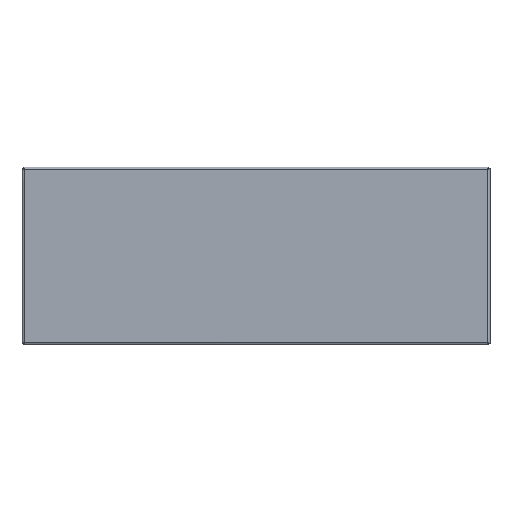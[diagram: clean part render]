
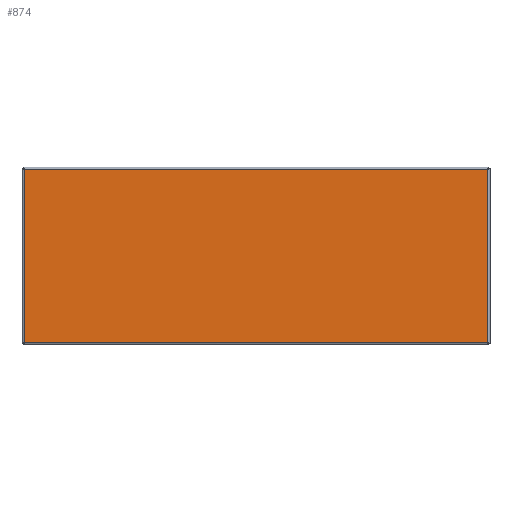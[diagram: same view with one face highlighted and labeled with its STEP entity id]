
A CAD part, top view. The second image highlights one B-rep face of the part: STEP entity #874.
In plain terms, the highlighted planar face has unit normal (0, 0, 1).
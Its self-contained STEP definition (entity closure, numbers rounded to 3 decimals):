
#140=FACE_OUTER_BOUND('',#196,.T.);
#196=EDGE_LOOP('',(#686,#687,#688,#689));
#244=LINE('',#1550,#308);
#250=LINE('',#1616,#314);
#257=LINE('',#1682,#321);
#263=LINE('',#1746,#327);
#308=VECTOR('',#1027,10.);
#314=VECTOR('',#1039,10.);
#321=VECTOR('',#1052,10.);
#327=VECTOR('',#1064,10.);
#394=VERTEX_POINT('',#1541);
#395=VERTEX_POINT('',#1549);
#398=VERTEX_POINT('',#1615);
#400=VERTEX_POINT('',#1681);
#473=EDGE_CURVE('',#395,#394,#244,.T.);
#481=EDGE_CURVE('',#398,#395,#250,.T.);
#490=EDGE_CURVE('',#400,#398,#257,.T.);
#498=EDGE_CURVE('',#394,#400,#263,.T.);
#686=ORIENTED_EDGE('',*,*,#473,.T.);
#687=ORIENTED_EDGE('',*,*,#498,.T.);
#688=ORIENTED_EDGE('',*,*,#490,.T.);
#689=ORIENTED_EDGE('',*,*,#481,.T.);
#771=PLANE('',#935);
#874=ADVANCED_FACE('',(#140),#771,.F.);
#935=AXIS2_PLACEMENT_3D('',#1799,#1073,#1074);
#1027=DIRECTION('',(0.,1.,0.));
#1039=DIRECTION('',(1.,0.,0.));
#1052=DIRECTION('',(0.,-1.,0.));
#1064=DIRECTION('',(-1.,0.,0.));
#1073=DIRECTION('center_axis',(0.,0.,-1.));
#1074=DIRECTION('ref_axis',(-1.,0.,0.));
#1541=CARTESIAN_POINT('',(396.,148.,99.));
#1549=CARTESIAN_POINT('',(396.,-148.,99.));
#1550=CARTESIAN_POINT('',(396.,-74.,99.));
#1615=CARTESIAN_POINT('',(-396.,-148.,99.));
#1616=CARTESIAN_POINT('',(-198.,-148.,99.));
#1681=CARTESIAN_POINT('',(-396.,148.,99.));
#1682=CARTESIAN_POINT('',(-396.,74.,99.));
#1746=CARTESIAN_POINT('',(198.,148.,99.));
#1799=CARTESIAN_POINT('Origin',(0.,0.,
99.));
